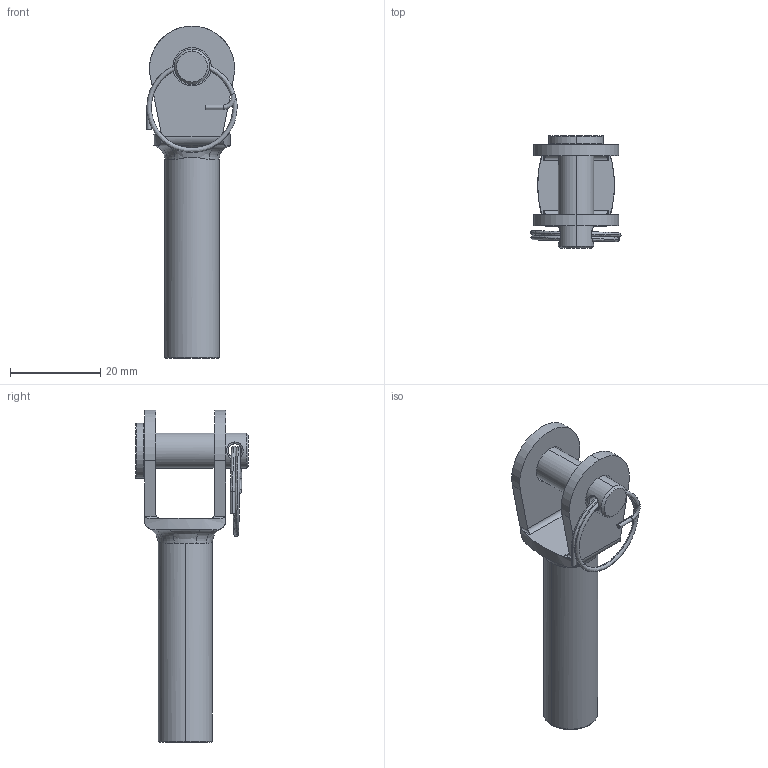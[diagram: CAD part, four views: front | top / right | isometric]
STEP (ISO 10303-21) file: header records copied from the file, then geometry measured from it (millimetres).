
FILE_DESCRIPTION (( 'STEP AP203' ), '1' );
FILE_NAME ('100050008.STEP', '2018-06-15T08:29:22', ( '' ), ( '' ), 'SwSTEP 2.0', 'SolidWorks 2015', '' );
FILE_SCHEMA (( 'CONFIG_CONTROL_DESIGN' ));
Length unit declared in the file: millimetre
Products named in the file (4): 100050008; 10005000X Teil2_100050008 Teil2; 10005000X Teil3_100050008 Teil2; 10005000X Teil1_100050008 Teil1
Assembly tree (3 placements, depth 2):
  100050008
    10005000X Teil1_100050008 Teil1
    10005000X Teil2_100050008 Teil2
    10005000X Teil3_100050008 Teil2
Bounding box: 19.99 x 25 x 73.5 mm (x, y, z)
Volume: 7522.7 mm3; surface area: 6170.8 mm2
Topology: 3 solids, 3 shells, 317 faces, 847 edges, 547 vertices
Faces by surface type: bspline 139, plane 85, cylinder 77, torus 10, cone 6
Entity records: 19911 total; most frequent: CARTESIAN_POINT 12618, ORIENTED_EDGE 1690, DIRECTION 1005, EDGE_CURVE 845, VERTEX_POINT 547, LINE 345, VECTOR 345, EDGE_LOOP 336
